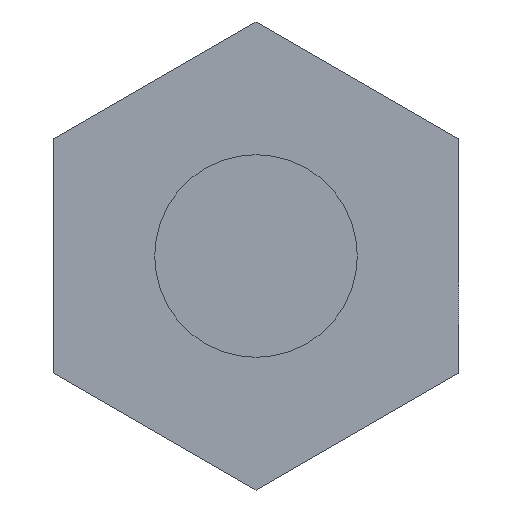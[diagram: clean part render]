
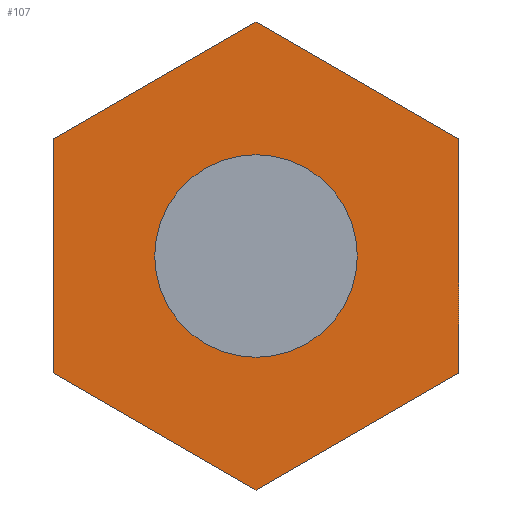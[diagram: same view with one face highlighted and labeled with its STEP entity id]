
A CAD part, front view. The second image highlights one B-rep face of the part: STEP entity #107.
In plain terms, the highlighted planar face has unit normal (0, -1, 0).
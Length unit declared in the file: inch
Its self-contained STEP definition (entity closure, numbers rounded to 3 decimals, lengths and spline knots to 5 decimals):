
#5 = CIRCLE ( 'NONE', #306, 0.04921 ) ;
#7 = EDGE_CURVE ( 'NONE', #283, #121, #305, .T. ) ;
#10 = CARTESIAN_POINT ( 'NONE',  ( -0.09843, 0., 0.05683 ) ) ;
#14 = VERTEX_POINT ( 'NONE', #208 ) ;
#27 = LINE ( 'NONE', #297, #165 ) ;
#28 = ORIENTED_EDGE ( 'NONE', *, *, #50, .F. ) ;
#32 = DIRECTION ( 'NONE',  ( 0., 0., 1. ) ) ;
#35 = VECTOR ( 'NONE', #131, 39.37008 ) ;
#43 = DIRECTION ( 'NONE',  ( -0.866, 0., -0.5 ) ) ;
#50 = EDGE_CURVE ( 'NONE', #231, #166, #239, .T. ) ;
#56 = VECTOR ( 'NONE', #62, 39.37008 ) ;
#58 = CARTESIAN_POINT ( 'NONE',  ( 0., 0., 0.11365 ) ) ;
#62 = DIRECTION ( 'NONE',  ( 0., 0., 1. ) ) ;
#64 = LINE ( 'NONE', #368, #450 ) ;
#75 = DIRECTION ( 'NONE',  ( 0., 1., 0. ) ) ;
#77 = FACE_BOUND ( 'NONE', #104, .T. ) ;
#80 = CARTESIAN_POINT ( 'NONE',  ( 0., 0., 0.04921 ) ) ;
#91 = ORIENTED_EDGE ( 'NONE', *, *, #7, .F. ) ;
#104 = EDGE_LOOP ( 'NONE', ( #418, #216 ) ) ;
#107 = ADVANCED_FACE ( 'NONE', ( #77, #373 ), #391, .F. ) ;
#119 = EDGE_CURVE ( 'NONE', #14, #283, #458, .T. ) ;
#121 = VERTEX_POINT ( 'NONE', #212 ) ;
#129 = ORIENTED_EDGE ( 'NONE', *, *, #237, .F. ) ;
#131 = DIRECTION ( 'NONE',  ( 0.866, 0., -0.5 ) ) ;
#137 = ORIENTED_EDGE ( 'NONE', *, *, #244, .F. ) ;
#145 = CIRCLE ( 'NONE', #267, 0.04921 ) ;
#154 = ORIENTED_EDGE ( 'NONE', *, *, #268, .F. ) ;
#165 = VECTOR ( 'NONE', #224, 39.37008 ) ;
#166 = VERTEX_POINT ( 'NONE', #393 ) ;
#168 = CARTESIAN_POINT ( 'NONE',  ( -0.09843, 0., -0.05683 ) ) ;
#169 = AXIS2_PLACEMENT_3D ( 'NONE', #178, #184, #32 ) ;
#175 = VERTEX_POINT ( 'NONE', #284 ) ;
#178 = CARTESIAN_POINT ( 'NONE',  ( 0., 0., 0. ) ) ;
#184 = DIRECTION ( 'NONE',  ( 0., 1., 0. ) ) ;
#185 = ORIENTED_EDGE ( 'NONE', *, *, #119, .F. ) ;
#196 = DIRECTION ( 'NONE',  ( 0., 0., 1. ) ) ;
#208 = CARTESIAN_POINT ( 'NONE',  ( 0., 0., -0.11365 ) ) ;
#212 = CARTESIAN_POINT ( 'NONE',  ( -0.09843, 0., 0.05683 ) ) ;
#216 = ORIENTED_EDGE ( 'NONE', *, *, #364, .T. ) ;
#224 = DIRECTION ( 'NONE',  ( 0., 0., -1. ) ) ;
#231 = VERTEX_POINT ( 'NONE', #248 ) ;
#237 = EDGE_CURVE ( 'NONE', #271, #14, #64, .T. ) ;
#239 = LINE ( 'NONE', #58, #35 ) ;
#244 = EDGE_CURVE ( 'NONE', #121, #231, #293, .T. ) ;
#246 = VECTOR ( 'NONE', #317, 39.37008 ) ;
#248 = CARTESIAN_POINT ( 'NONE',  ( 0., 0., 0.11365 ) ) ;
#252 = CARTESIAN_POINT ( 'NONE',  ( 0., 0., -0.11365 ) ) ;
#261 = DIRECTION ( 'NONE',  ( 0.866, 0., 0.5 ) ) ;
#262 = EDGE_LOOP ( 'NONE', ( #129, #154, #28, #137, #91, #185 ) ) ;
#266 = VERTEX_POINT ( 'NONE', #80 ) ;
#267 = AXIS2_PLACEMENT_3D ( 'NONE', #412, #444, #196 ) ;
#268 = EDGE_CURVE ( 'NONE', #166, #271, #27, .T. ) ;
#271 = VERTEX_POINT ( 'NONE', #335 ) ;
#283 = VERTEX_POINT ( 'NONE', #404 ) ;
#284 = CARTESIAN_POINT ( 'NONE',  ( 0., 0., -0.04921 ) ) ;
#293 = LINE ( 'NONE', #10, #366 ) ;
#295 = CARTESIAN_POINT ( 'NONE',  ( 0., 0., 0. ) ) ;
#297 = CARTESIAN_POINT ( 'NONE',  ( 0.09843, 0., 0.05683 ) ) ;
#305 = LINE ( 'NONE', #168, #56 ) ;
#306 = AXIS2_PLACEMENT_3D ( 'NONE', #295, #75, #333 ) ;
#317 = DIRECTION ( 'NONE',  ( -0.866, 0., 0.5 ) ) ;
#324 = EDGE_CURVE ( 'NONE', #266, #175, #5, .T. ) ;
#333 = DIRECTION ( 'NONE',  ( 0., 0., 1. ) ) ;
#335 = CARTESIAN_POINT ( 'NONE',  ( 0.09843, 0., -0.05683 ) ) ;
#364 = EDGE_CURVE ( 'NONE', #175, #266, #145, .T. ) ;
#366 = VECTOR ( 'NONE', #261, 39.37008 ) ;
#368 = CARTESIAN_POINT ( 'NONE',  ( 0.09843, 0., -0.05683 ) ) ;
#373 = FACE_OUTER_BOUND ( 'NONE', #262, .T. ) ;
#391 = PLANE ( 'NONE',  #169 ) ;
#393 = CARTESIAN_POINT ( 'NONE',  ( 0.09843, 0., 0.05683 ) ) ;
#404 = CARTESIAN_POINT ( 'NONE',  ( -0.09843, 0., -0.05683 ) ) ;
#412 = CARTESIAN_POINT ( 'NONE',  ( 0., 0., 0. ) ) ;
#418 = ORIENTED_EDGE ( 'NONE', *, *, #324, .T. ) ;
#444 = DIRECTION ( 'NONE',  ( 0., 1., 0. ) ) ;
#450 = VECTOR ( 'NONE', #43, 39.37008 ) ;
#458 = LINE ( 'NONE', #252, #246 ) ;
